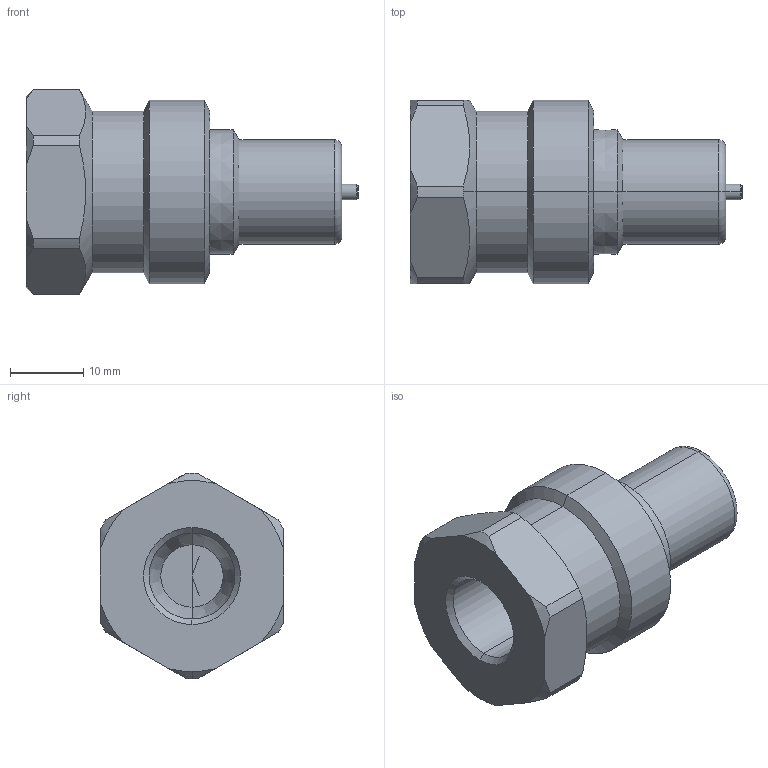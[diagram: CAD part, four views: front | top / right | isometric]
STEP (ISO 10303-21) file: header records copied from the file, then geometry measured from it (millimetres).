
FILE_DESCRIPTION (( 'STEP AP214' ), '1' );
FILE_NAME ('BH06.7101_IC_JV.STEP', '2016-10-12T07:46:39', ( '' ), ( '' ), 'SwSTEP 2.0', 'SolidWorks 2016', '' );
FILE_SCHEMA (( 'AUTOMOTIVE_DESIGN' ));
Length unit declared in the file: millimetre
Products named in the file (1): BH06.7101_IC_JV
Bounding box: 45.2 x 25 x 28 mm (x, y, z)
Volume: 12643.5 mm3; surface area: 4596.7 mm2
Topology: 1 solids, 1 shells, 60 faces, 138 edges, 81 vertices
Faces by surface type: cone 36, cylinder 12, plane 10, torus 2
Entity records: 1830 total; most frequent: CARTESIAN_POINT 440, DIRECTION 292, ORIENTED_EDGE 272, EDGE_CURVE 136, AXIS2_PLACEMENT_3D 125, VERTEX_POINT 81, CIRCLE 64, EDGE_LOOP 63
